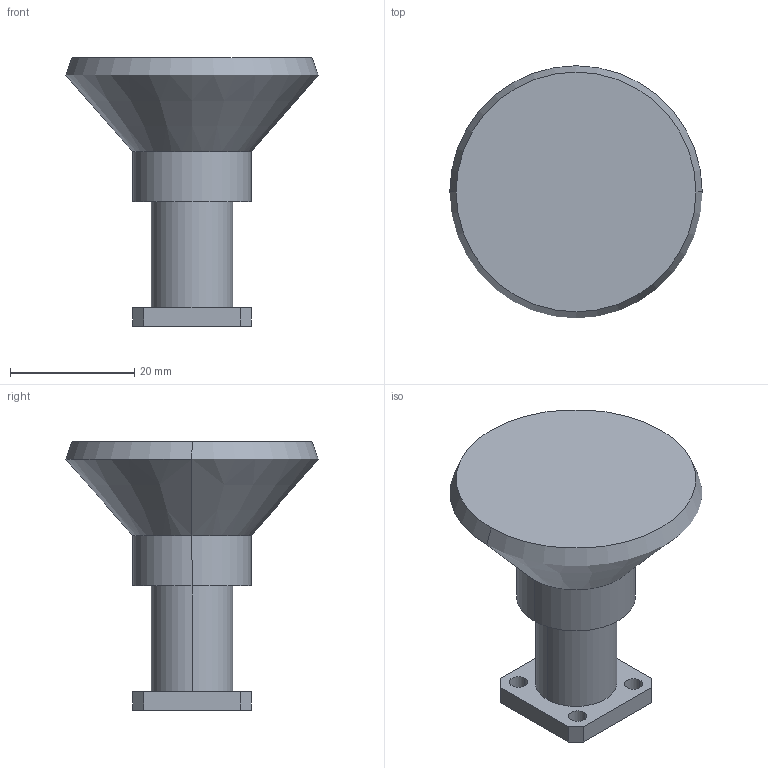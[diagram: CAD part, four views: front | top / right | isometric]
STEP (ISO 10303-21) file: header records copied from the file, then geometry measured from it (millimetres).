
FILE_DESCRIPTION (( 'STEP AP203' ), '1' );
FILE_NAME ('SAF-2434231535-328-S1.STEP', '2018-10-02T22:01:48', ( '' ), ( '' ), 'SwSTEP 2.0', 'SolidWorks 2016', '' );
FILE_SCHEMA (( 'CONFIG_CONTROL_DESIGN' ));
Length unit declared in the file: inch
Products named in the file (1): SAF-2434231535-328-S1
Bounding box: 40.61 x 40.61 x 43.18 mm (x, y, z)
Volume: 18007.9 mm3; surface area: 5265.9 mm2
Topology: 1 solids, 1 shells, 33 faces, 78 edges, 50 vertices
Faces by surface type: cylinder 16, plane 13, cone 4
Entity records: 1053 total; most frequent: DIRECTION 180, CARTESIAN_POINT 162, ORIENTED_EDGE 156, EDGE_CURVE 78, AXIS2_PLACEMENT_3D 68, VERTEX_POINT 50, LINE 44, EDGE_LOOP 44
